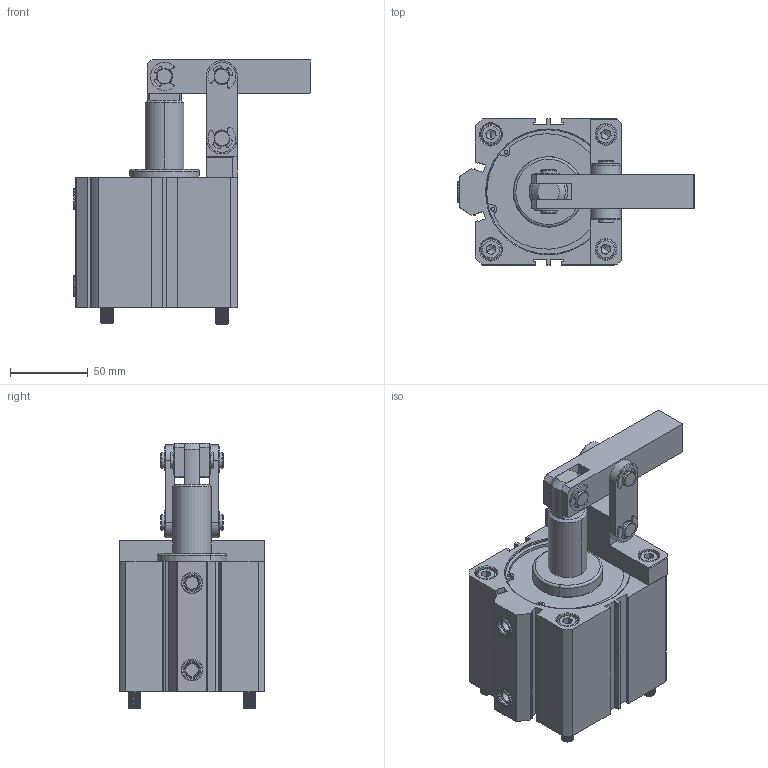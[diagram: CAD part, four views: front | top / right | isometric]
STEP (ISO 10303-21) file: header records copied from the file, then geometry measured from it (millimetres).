
FILE_DESCRIPTION (( 'STEP AP214' ), '1' );
FILE_NAME ('CALC-80杠杆空压缸三维图.STEP', '2019-04-14T06:51:41', ( '' ), ( '' ), 'SwSTEP 2.0', 'SolidWorks 2016', '' );
FILE_SCHEMA (( 'AUTOMOTIVE_DESIGN' ));
Length unit declared in the file: millimetre
Products named in the file (15): 1x4黑芛80; 酗种; 蟀裝; 80縐; CALC-80杠杆空压缸三维图; 揤旋; 63掛极; 80; 80活塞杆; 傻种; ヶ裔_1; 80綴裔; M885; M8100; 菁縐
Assembly tree (25 placements, depth 2):
  CALC-80杠杆空压缸三维图
    80縐  x6
    蟀裝  x2
    酗种  x2
    1x4黑芛80  x2
    菁縐  x2
    M8100  x2
    M885  x2
    80綴裔
    ヶ裔_1
    傻种
    80活塞杆
    80
    63掛极
    揤旋
Bounding box: 152.5 x 94 x 171 mm (x, y, z)
Volume: 529890.4 mm3; surface area: 169107.5 mm2
Topology: 25 solids, 25 shells, 1630 faces, 3835 edges, 2294 vertices
Faces by surface type: cone 693, cylinder 593, plane 283, torus 32, bspline 29
Entity records: 34800 total; most frequent: CARTESIAN_POINT 12074, DIRECTION 4972, ORIENTED_EDGE 4460, EDGE_CURVE 2230, AXIS2_PLACEMENT_3D 1951, VERTEX_POINT 1347, LINE 1070, VECTOR 1070
